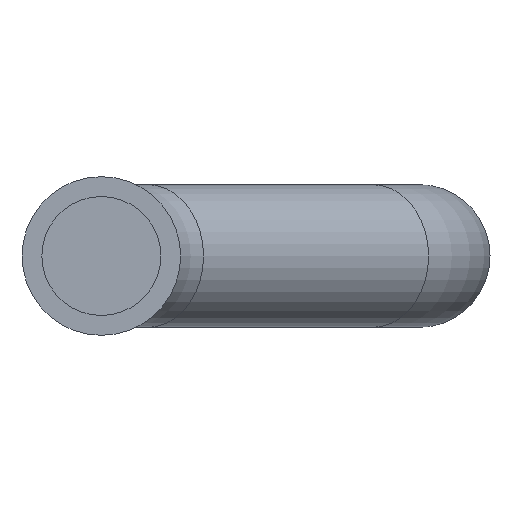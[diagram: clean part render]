
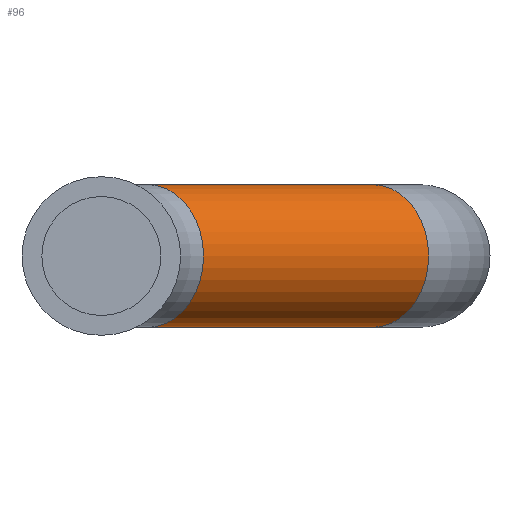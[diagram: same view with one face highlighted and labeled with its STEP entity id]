
A CAD part, front view. The second image highlights one B-rep face of the part: STEP entity #96.
In plain terms, the highlighted cylindrical face has radius 9 mm (diameter 18 mm), a full revolution.
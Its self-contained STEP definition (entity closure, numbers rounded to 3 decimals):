
#96 = ADVANCED_FACE( '', ( #211, #212 ), #213, .T. );
#211 = FACE_OUTER_BOUND( '', #335, .T. );
#212 = FACE_OUTER_BOUND( '', #336, .T. );
#213 = CYLINDRICAL_SURFACE( '', #337, 9. );
#335 = EDGE_LOOP( '', ( #495 ) );
#336 = EDGE_LOOP( '', ( #496 ) );
#337 = AXIS2_PLACEMENT_3D( '', #497, #498, #499 );
#495 = ORIENTED_EDGE( '', *, *, #560, .T. );
#496 = ORIENTED_EDGE( '', *, *, #595, .F. );
#497 = CARTESIAN_POINT( '', ( 34.184, 88.235, 0. ) );
#498 = DIRECTION( '', ( 0.62, 0.785, 0. ) );
#499 = DIRECTION( '', ( 0.785, -0.62, 0. ) );
#560 = EDGE_CURVE( '', #625, #625, #626, .T. );
#595 = EDGE_CURVE( '', #678, #678, #679, .T. );
#625 = VERTEX_POINT( '', #711 );
#626 = CIRCLE( '', #712, 9. );
#678 = VERTEX_POINT( '', #764 );
#679 = CIRCLE( '', #765, 9. );
#711 = CARTESIAN_POINT( '', ( 41.245, 82.655, 0. ) );
#712 = AXIS2_PLACEMENT_3D( '', #799, #800, #801 );
#764 = CARTESIAN_POINT( '', ( 5.817, 52.341, -9. ) );
#765 = AXIS2_PLACEMENT_3D( '', #853, #854, #855 );
#799 = CARTESIAN_POINT( '', ( 34.184, 88.235, 0. ) );
#800 = DIRECTION( '', ( -0.62, -0.785, 0. ) );
#801 = DIRECTION( '', ( 0.785, -0.62, 0. ) );
#853 = CARTESIAN_POINT( '', ( 5.817, 52.341, 0. ) );
#854 = DIRECTION( '', ( -0.62, -0.785, 0. ) );
#855 = DIRECTION( '', ( 0., 0., -1. ) );
